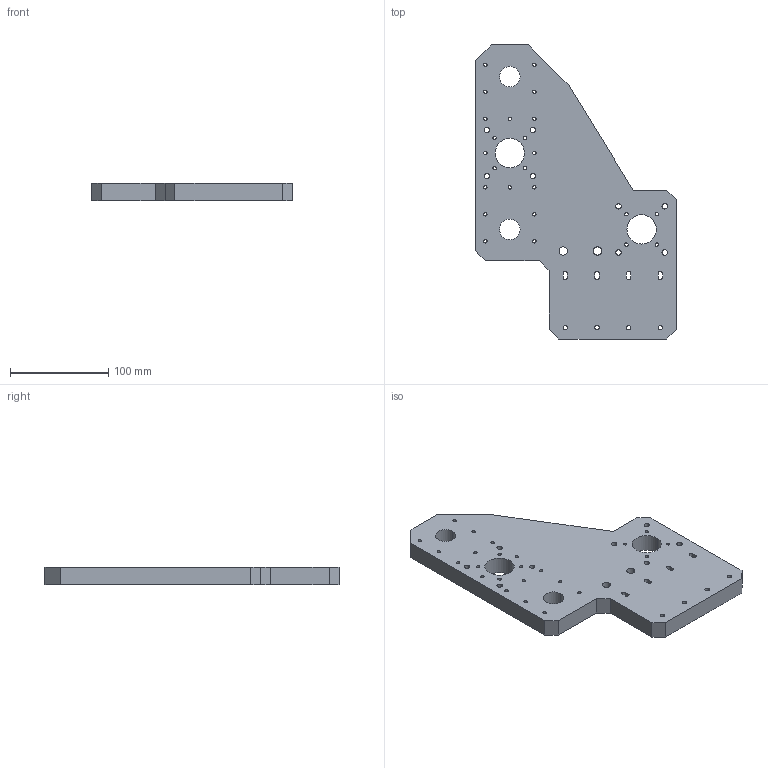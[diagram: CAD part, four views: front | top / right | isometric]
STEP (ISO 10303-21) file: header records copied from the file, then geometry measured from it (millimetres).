
FILE_DESCRIPTION (( 'STEP AP214' ), '1' );
FILE_NAME ('X side pannel.STEP', '2020-02-14T15:22:14', ( '' ), ( '' ), 'SwSTEP 2.0', 'SolidWorks 2019', '' );
FILE_SCHEMA (( 'AUTOMOTIVE_DESIGN' ));
Length unit declared in the file: millimetre
Products named in the file (1): X side pannel
Bounding box: 205 x 300 x 18 mm (x, y, z)
Volume: 698105 mm3; surface area: 110347.7 mm2
Topology: 1 solids, 1 shells, 117 faces, 345 edges, 230 vertices
Faces by surface type: cylinder 92, plane 25
Entity records: 4221 total; most frequent: DIRECTION 765, CARTESIAN_POINT 693, ORIENTED_EDGE 690, EDGE_CURVE 345, AXIS2_PLACEMENT_3D 302, VERTEX_POINT 230, EDGE_LOOP 209, CIRCLE 184
